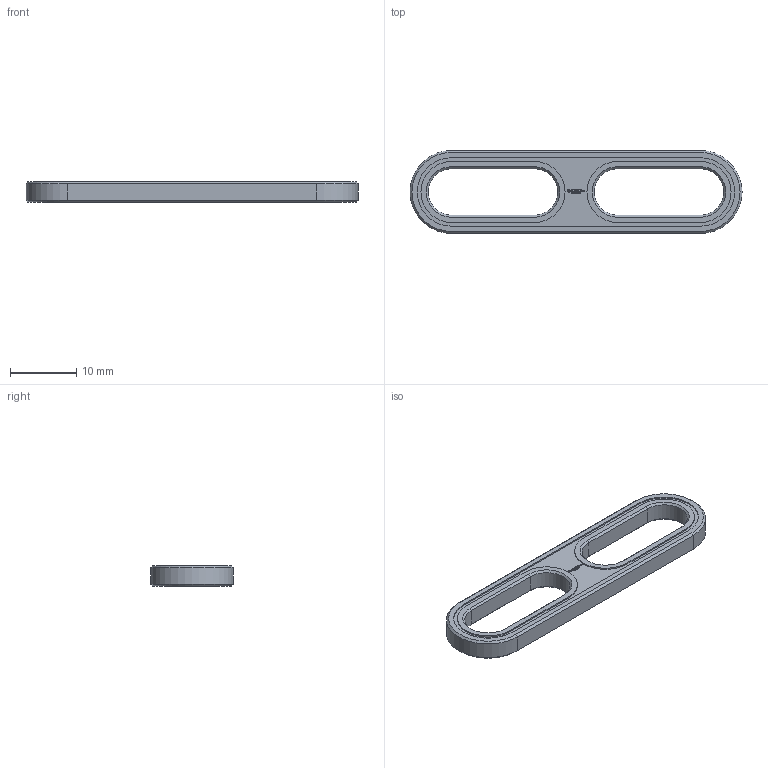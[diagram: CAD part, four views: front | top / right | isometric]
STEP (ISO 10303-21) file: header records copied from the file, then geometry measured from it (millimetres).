
FILE_DESCRIPTION(('FreeCAD Model'),'2;1');
FILE_NAME('Open CASCADE Shape Model','2023-01-08T23:15:04',(''),(''), 'Open CASCADE STEP processor 7.6','FreeCAD','Unknown');
FILE_SCHEMA(('AUTOMOTIVE_DESIGN { 1 0 10303 214 1 1 1 1 }'));
Length unit declared in the file: millimetre
Products named in the file (1): Brace STR SLT BE ERR BU04x01x00.25x02 - SPN-BRC-0293 (stemfie.org)
Bounding box: 50 x 12.5 x 3.12 mm (x, y, z)
Volume: 1020.8 mm3; surface area: 1300.9 mm2
Topology: 1 solids, 1 shells, 591 faces, 1635 edges, 1082 vertices
Faces by surface type: plane 339, extrusion 228, cone 12, cylinder 12
Entity records: 41624 total; most frequent: CARTESIAN_POINT 10765, DIRECTION 4749, VECTOR 3929, LINE 3701, ORIENTED_EDGE 3270, PCURVE 3270, DEFINITIONAL_REPRESENTATION 3270, EDGE_CURVE 1635
